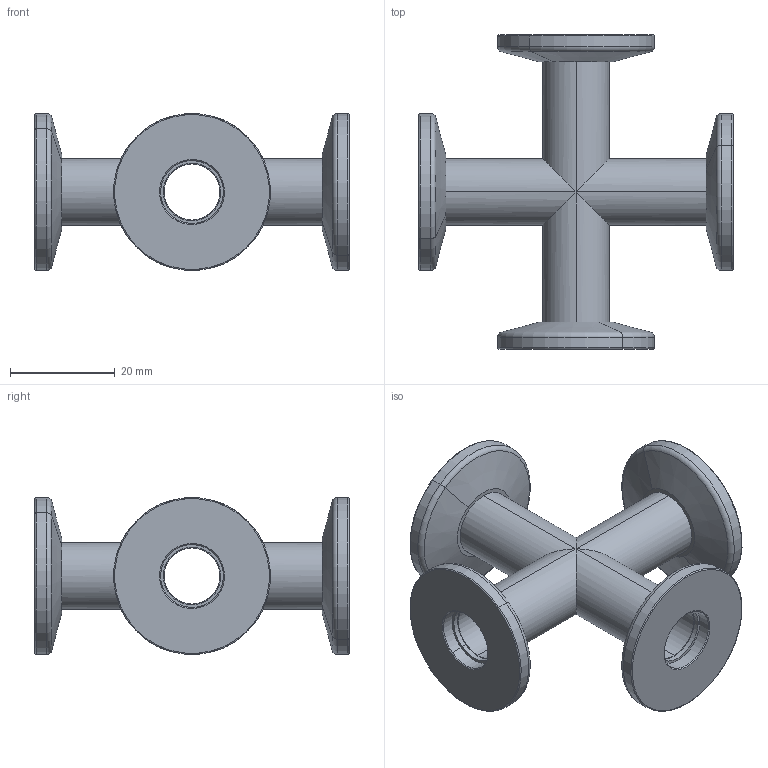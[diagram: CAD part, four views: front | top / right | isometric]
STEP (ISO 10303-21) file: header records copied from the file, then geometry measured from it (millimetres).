
FILE_DESCRIPTION (( 'STEP AP214' ), '1' );
FILE_NAME ('Hositrad_KX4-10-13.STEP', '2017-06-08T06:51:25', ( 'Gebruiker' ), ( '' ), 'SwSTEP 2.0', 'SolidWorks 2017', '' );
FILE_SCHEMA (( 'AUTOMOTIVE_DESIGN' ));
Length unit declared in the file: millimetre
Products named in the file (3): KX4-Tube-All_KX4-10-13; Hositrad_KX4-10-13; KF10WS-All_KF10-13
Assembly tree (5 placements, depth 2):
  Hositrad_KX4-10-13
    KX4-Tube-All_KX4-10-13
    KF10WS-All_KF10-13  x4
Bounding box: 60 x 60 x 29.95 mm (x, y, z)
Volume: 12802.7 mm3; surface area: 13611.8 mm2
Topology: 5 solids, 5 shells, 116 faces, 232 edges, 132 vertices
Faces by surface type: cylinder 48, torus 24, cone 24, plane 20
Entity records: 1276 total; most frequent: DIRECTION 234, CARTESIAN_POINT 212, ORIENTED_EDGE 176, AXIS2_PLACEMENT_3D 102, EDGE_CURVE 88, EDGE_LOOP 52, CIRCLE 50, VERTEX_POINT 48
